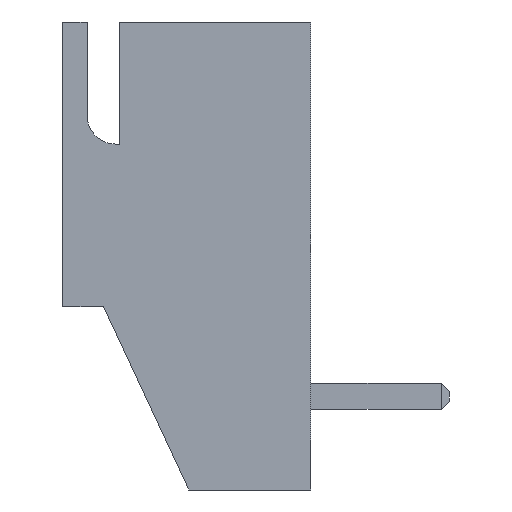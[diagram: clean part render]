
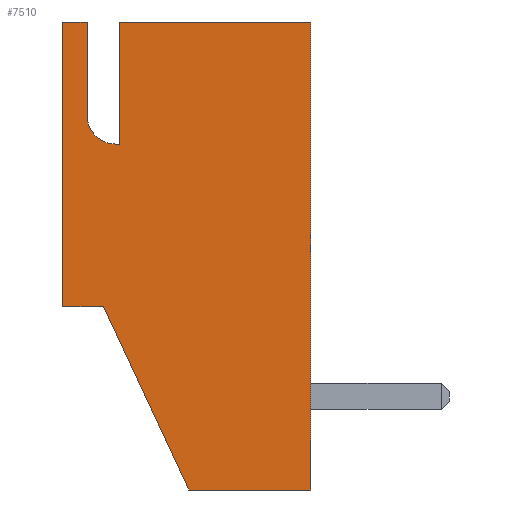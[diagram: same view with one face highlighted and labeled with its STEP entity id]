
A CAD part, left-side view. The second image highlights one B-rep face of the part: STEP entity #7510.
In plain terms, the highlighted planar face has unit normal (-1, 0, 0).
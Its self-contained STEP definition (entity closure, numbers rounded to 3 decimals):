
#86=CIRCLE('',#7973,0.7);
#216=FACE_OUTER_BOUND('',#652,.T.);
#652=EDGE_LOOP('',(#5129,#5130,#5131,#5132,#5133,#5134,#5135,#5136,#5137,
#5138,#5139));
#1172=LINE('',#10664,#2190);
#1176=LINE('',#10672,#2194);
#1178=LINE('',#10677,#2196);
#1186=LINE('',#10694,#2204);
#1203=LINE('',#10731,#2221);
#1236=LINE('',#10802,#2254);
#1240=LINE('',#10812,#2258);
#1241=LINE('',#10814,#2259);
#1242=LINE('',#10816,#2260);
#1243=LINE('',#10817,#2261);
#2190=VECTOR('',#8555,10.);
#2194=VECTOR('',#8563,10.);
#2196=VECTOR('',#8567,10.);
#2204=VECTOR('',#8579,10.);
#2221=VECTOR('',#8618,10.);
#2254=VECTOR('',#8673,10.);
#2258=VECTOR('',#8685,10.);
#2259=VECTOR('',#8688,10.);
#2260=VECTOR('',#8689,10.);
#2261=VECTOR('',#8690,10.);
#3207=VERTEX_POINT('',#10661);
#3208=VERTEX_POINT('',#10663);
#3210=VERTEX_POINT('',#10671);
#3211=VERTEX_POINT('',#10675);
#3212=VERTEX_POINT('',#10676);
#3219=VERTEX_POINT('',#10693);
#3228=VERTEX_POINT('',#10730);
#3254=VERTEX_POINT('',#10799);
#3255=VERTEX_POINT('',#10801);
#3257=VERTEX_POINT('',#10807);
#3258=VERTEX_POINT('',#10815);
#3900=EDGE_CURVE('',#3208,#3207,#1172,.T.);
#3904=EDGE_CURVE('',#3210,#3208,#1176,.T.);
#3906=EDGE_CURVE('',#3211,#3212,#1178,.T.);
#3914=EDGE_CURVE('',#3212,#3219,#1186,.T.);
#3933=EDGE_CURVE('',#3228,#3210,#1203,.T.);
#3968=EDGE_CURVE('',#3255,#3254,#1236,.T.);
#3971=EDGE_CURVE('',#3257,#3228,#86,.T.);
#3974=EDGE_CURVE('',#3254,#3257,#1240,.T.);
#3975=EDGE_CURVE('',#3207,#3211,#1241,.T.);
#3976=EDGE_CURVE('',#3219,#3258,#1242,.T.);
#3977=EDGE_CURVE('',#3258,#3255,#1243,.T.);
#5129=ORIENTED_EDGE('',*,*,#3968,.T.);
#5130=ORIENTED_EDGE('',*,*,#3974,.T.);
#5131=ORIENTED_EDGE('',*,*,#3971,.T.);
#5132=ORIENTED_EDGE('',*,*,#3933,.T.);
#5133=ORIENTED_EDGE('',*,*,#3904,.T.);
#5134=ORIENTED_EDGE('',*,*,#3900,.T.);
#5135=ORIENTED_EDGE('',*,*,#3975,.T.);
#5136=ORIENTED_EDGE('',*,*,#3906,.T.);
#5137=ORIENTED_EDGE('',*,*,#3914,.T.);
#5138=ORIENTED_EDGE('',*,*,#3976,.T.);
#5139=ORIENTED_EDGE('',*,*,#3977,.T.);
#7104=PLANE('',#7975);
#7510=ADVANCED_FACE('',(#216),#7104,.T.);
#7973=AXIS2_PLACEMENT_3D('',#10808,#8679,#8680);
#7975=AXIS2_PLACEMENT_3D('',#10813,#8686,#8687);
#8555=DIRECTION('',(0.,0.,-1.));
#8563=DIRECTION('',(0.,1.,0.));
#8567=DIRECTION('',(0.,-0.423,-0.906));
#8579=DIRECTION('',(0.,-1.,0.));
#8618=DIRECTION('',(0.,0.,1.));
#8673=DIRECTION('',(0.,0.,-1.));
#8679=DIRECTION('center_axis',(1.,0.,0.));
#8680=DIRECTION('ref_axis',(0.,0.,-1.));
#8685=DIRECTION('',(0.,1.,0.));
#8686=DIRECTION('center_axis',(-1.,0.,0.));
#8687=DIRECTION('ref_axis',(0.,0.,1.));
#8688=DIRECTION('',(0.,-1.,0.));
#8689=DIRECTION('',(0.,0.,1.));
#8690=DIRECTION('',(0.,1.,0.));
#10661=CARTESIAN_POINT('',(-19.95,6.1,-7.));
#10663=CARTESIAN_POINT('',(-19.95,6.1,0.));
#10664=CARTESIAN_POINT('',(-19.95,6.1,0.));
#10671=CARTESIAN_POINT('',(-19.95,5.5,0.));
#10672=CARTESIAN_POINT('',(-19.95,0.,0.));
#10675=CARTESIAN_POINT('',(-19.95,5.1,-7.));
#10676=CARTESIAN_POINT('',(-19.95,3.,-11.5));
#10677=CARTESIAN_POINT('',(-19.95,5.1,-7.));
#10693=CARTESIAN_POINT('',(-19.95,0.,-11.5));
#10694=CARTESIAN_POINT('',(-19.95,3.,-11.5));
#10730=CARTESIAN_POINT('',(-19.95,5.5,-2.3));
#10731=CARTESIAN_POINT('',(-19.95,5.5,-5.25));
#10799=CARTESIAN_POINT('',(-19.95,4.7,-3.));
#10801=CARTESIAN_POINT('',(-19.95,4.7,0.));
#10802=CARTESIAN_POINT('',(-19.95,4.7,-3.25));
#10807=CARTESIAN_POINT('',(-19.95,4.8,-3.));
#10808=CARTESIAN_POINT('Origin',(-19.95,4.8,-2.3));
#10812=CARTESIAN_POINT('',(-19.95,3.925,-3.));
#10813=CARTESIAN_POINT('Origin',(-19.95,3.05,-3.5));
#10814=CARTESIAN_POINT('',(-19.95,6.1,-7.));
#10815=CARTESIAN_POINT('',(-19.95,0.,0.));
#10816=CARTESIAN_POINT('',(-19.95,0.,-11.5));
#10817=CARTESIAN_POINT('',(-19.95,0.,0.));
